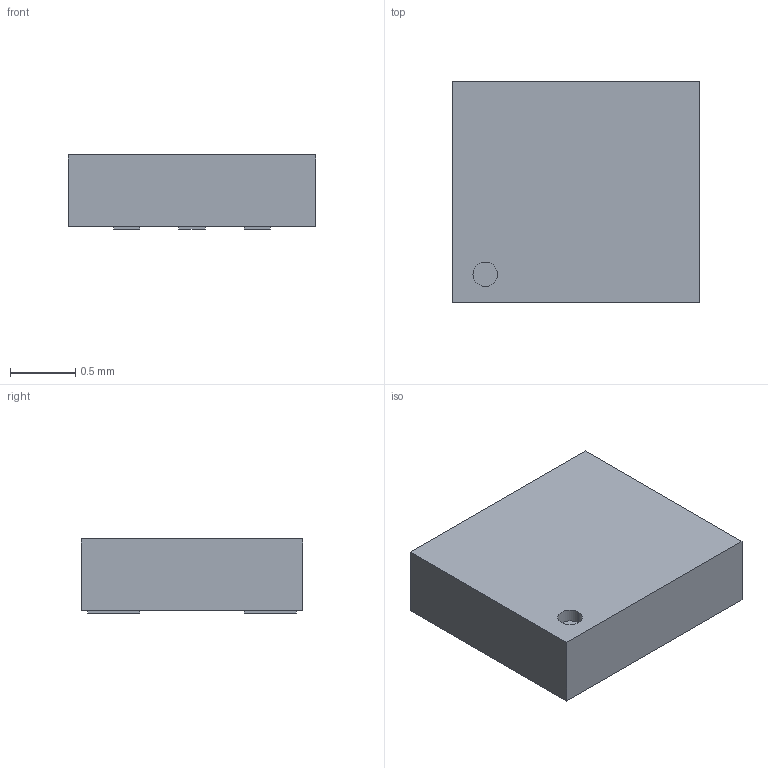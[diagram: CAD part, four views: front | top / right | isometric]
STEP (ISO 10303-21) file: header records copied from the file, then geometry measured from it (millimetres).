
FILE_DESCRIPTION (( 'STEP AP214' ), '1' );
FILE_NAME ('B3C0A38F-2291-42B3-A325-8165BAC21D00.STEP', '2024-05-17T12:52:12', ( '' ), ( '' ), 'SwSTEP 2.0', 'SolidWorks 2022', '' );
FILE_SCHEMA (( 'AUTOMOTIVE_DESIGN' ));
Length unit declared in the file: millimetre
Products named in the file (1): B3C0A38F-2291-42B3-A325-8165BAC21D00
Bounding box: 1.9 x 1.7 x 0.57 mm (x, y, z)
Volume: 1.8 mm3; surface area: 10.6 mm2
Topology: 1 solids, 1 shells, 35 faces, 81 edges, 54 vertices
Faces by surface type: plane 33, cylinder 2
Entity records: 1112 total; most frequent: CARTESIAN_POINT 171, ORIENTED_EDGE 162, DIRECTION 157, EDGE_CURVE 81, LINE 77, VECTOR 77, VERTEX_POINT 54, EDGE_LOOP 41
